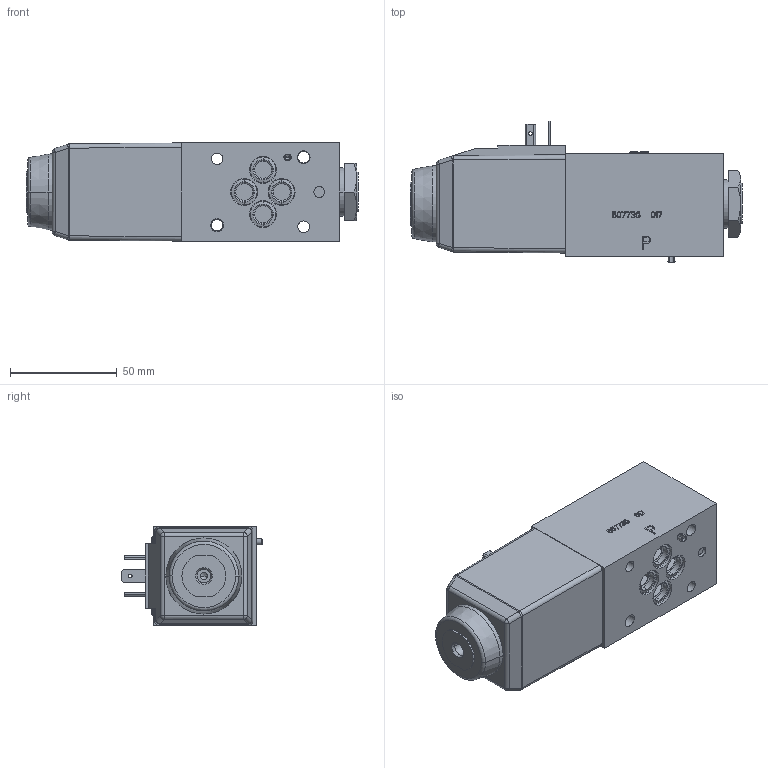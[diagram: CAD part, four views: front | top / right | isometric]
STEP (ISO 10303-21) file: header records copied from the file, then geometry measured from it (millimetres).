
FILE_DESCRIPTION((''),'2;1');
FILE_NAME('DG4V-3-A-U-60-DC-ROCK','2010-12-06T',('E5251270'),('Eaton Hydraulics Inc.'),'PRO/ENGINEER BY PARAMETRIC TECHNOLOGY CORPORATION, 2008170','PRO/ENGINEER BY PARAMETRIC TECHNOLOGY CORPORATION, 2008170','');
FILE_SCHEMA(('CONFIG_CONTROL_DESIGN'));
Length unit declared in the file: millimetre
Products named in the file (1): DG4V-3-A-U-60-DC-ROCK
Bounding box: 155.31 x 66.3 x 46 mm (x, y, z)
Volume: 198769 mm3; surface area: 56407.8 mm2
Topology: 2 solids, 2 shells, 721 faces, 1804 edges, 1148 vertices
Faces by surface type: plane 446, cylinder 157, cone 72, torus 38, sphere 4, bspline 4
Entity records: 22006 total; most frequent: CARTESIAN_POINT 4467, DIRECTION 3614, ORIENTED_EDGE 3592, EDGE_CURVE 1796, VECTOR 1336, LINE 1336, VERTEX_POINT 1148, AXIS2_PLACEMENT_3D 1139
